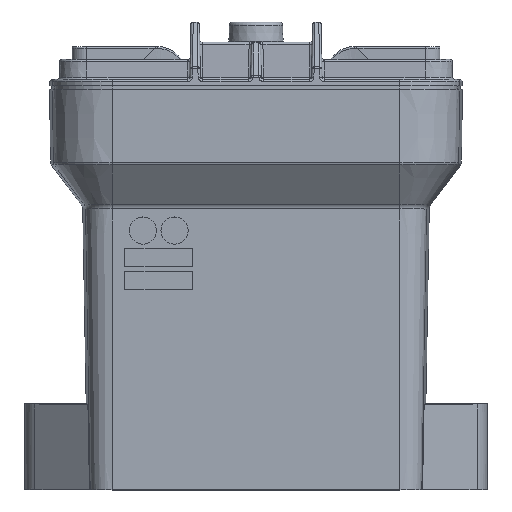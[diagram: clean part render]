
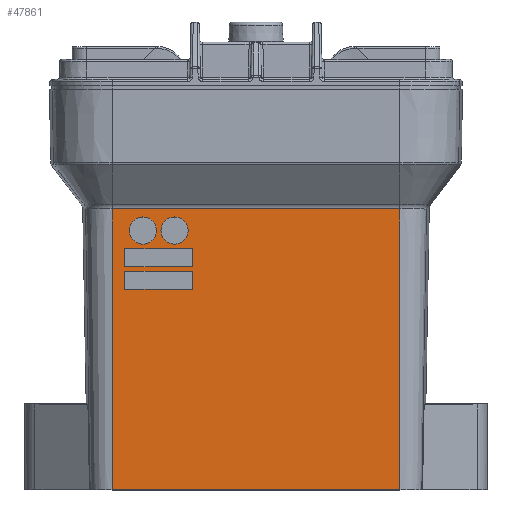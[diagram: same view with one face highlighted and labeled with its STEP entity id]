
A CAD part, top view. The second image highlights one B-rep face of the part: STEP entity #47861.
In plain terms, the highlighted planar face has unit normal (0, -0.018, 1).
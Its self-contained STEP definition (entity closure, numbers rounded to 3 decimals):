
#1802 = ORIENTED_EDGE ( 'NONE', *, *, #13831, .F. ) ;
#2093 = ORIENTED_EDGE ( 'NONE', *, *, #52741, .F. ) ;
#2560 = VECTOR ( 'NONE', #40001, 1000. ) ;
#2573 = FACE_BOUND ( 'NONE', #37632, .T. ) ;
#3929 = DIRECTION ( 'NONE',  ( 1., 0., 0. ) ) ;
#4156 = LINE ( 'NONE', #72414, #56662 ) ;
#4548 = DIRECTION ( 'NONE',  ( -1., 0., 0. ) ) ;
#5049 = ORIENTED_EDGE ( 'NONE', *, *, #34216, .F. ) ;
#5834 = EDGE_LOOP ( 'NONE', ( #1802 ) ) ;
#6288 = AXIS2_PLACEMENT_3D ( 'NONE', #35923, #59961, #54351 ) ;
#6871 = VERTEX_POINT ( 'NONE', #61372 ) ;
#7014 = LINE ( 'NONE', #68434, #32307 ) ;
#7819 = CARTESIAN_POINT ( 'NONE',  ( -14., 47.605, 23.069 ) ) ;
#8228 = VECTOR ( 'NONE', #44044, 1000. ) ;
#8928 = ORIENTED_EDGE ( 'NONE', *, *, #27719, .F. ) ;
#9010 = EDGE_CURVE ( 'NONE', #16443, #41140, #17078, .T. ) ;
#9107 = DIRECTION ( 'NONE',  ( 1., 0., 0. ) ) ;
#9756 = PLANE ( 'NONE',  #6288 ) ;
#9945 = VERTEX_POINT ( 'NONE', #44917 ) ;
#10463 = EDGE_LOOP ( 'NONE', ( #33767, #31313, #5049, #8928 ) ) ;
#12850 = VECTOR ( 'NONE', #62198, 1000. ) ;
#13207 = VERTEX_POINT ( 'NONE', #51366 ) ;
#13831 = EDGE_CURVE ( 'NONE', #78488, #78488, #41455, .T. ) ;
#14951 = EDGE_CURVE ( 'NONE', #73353, #36725, #46991, .T. ) ;
#15694 = CARTESIAN_POINT ( 'NONE',  ( -31.766, 0., 22.238 ) ) ;
#15970 = CARTESIAN_POINT ( 'NONE',  ( -29., 48.604, 23.086 ) ) ;
#16045 = CARTESIAN_POINT ( 'NONE',  ( -29., 52.604, 23.156 ) ) ;
#16180 = EDGE_CURVE ( 'NONE', #47552, #67481, #71951, .T. ) ;
#16315 = VECTOR ( 'NONE', #60464, 1000. ) ;
#16385 = CARTESIAN_POINT ( 'NONE',  ( -25., 53.604, 23.173 ) ) ;
#16443 = VERTEX_POINT ( 'NONE', #44655 ) ;
#16772 = CARTESIAN_POINT ( 'NONE',  ( -18., 53.604, 23.173 ) ) ;
#17078 = LINE ( 'NONE', #46383, #2560 ) ;
#17978 = LINE ( 'NONE', #54879, #16315 ) ;
#18160 = CARTESIAN_POINT ( 'NONE',  ( -25., 56.603, 23.226 ) ) ;
#18534 = CARTESIAN_POINT ( 'NONE',  ( -29., 47.605, 23.069 ) ) ;
#18600 = AXIS2_PLACEMENT_3D ( 'NONE', #45551, #31963, #63984 ) ;
#20862 = CARTESIAN_POINT ( 'NONE',  ( -14., 52.604, 23.156 ) ) ;
#21555 = EDGE_CURVE ( 'NONE', #34872, #34872, #60356, .T. ) ;
#22195 = VECTOR ( 'NONE', #9107, 1000. ) ;
#24078 = ORIENTED_EDGE ( 'NONE', *, *, #21555, .F. ) ;
#26142 = LINE ( 'NONE', #76923, #76131 ) ;
#27148 = FACE_BOUND ( 'NONE', #5834, .T. ) ;
#27527 = EDGE_CURVE ( 'NONE', #41140, #47552, #26142, .T. ) ;
#27719 = EDGE_CURVE ( 'NONE', #42192, #30346, #55697, .T. ) ;
#28391 = AXIS2_PLACEMENT_3D ( 'NONE', #18160, #63310, #73463 ) ;
#29195 = EDGE_LOOP ( 'NONE', ( #38892, #57050, #71441, #56122 ) ) ;
#29445 = CARTESIAN_POINT ( 'NONE',  ( -29., 52.604, 23.156 ) ) ;
#30346 = VERTEX_POINT ( 'NONE', #20862 ) ;
#31313 = ORIENTED_EDGE ( 'NONE', *, *, #68501, .F. ) ;
#31963 = DIRECTION ( 'NONE',  ( 0., -0.017, 1. ) ) ;
#32307 = VECTOR ( 'NONE', #44391, 1000. ) ;
#33767 = ORIENTED_EDGE ( 'NONE', *, *, #40329, .F. ) ;
#34216 = EDGE_CURVE ( 'NONE', #30346, #75361, #77362, .T. ) ;
#34605 = DIRECTION ( 'NONE',  ( 0., -1., -0.017 ) ) ;
#34872 = VERTEX_POINT ( 'NONE', #16385 ) ;
#35804 = DIRECTION ( 'NONE',  ( 0., -1., -0.017 ) ) ;
#35923 = CARTESIAN_POINT ( 'NONE',  ( -31.766, 0., 22.238 ) ) ;
#36725 = VERTEX_POINT ( 'NONE', #70301 ) ;
#37410 = EDGE_CURVE ( 'NONE', #13207, #36725, #7014, .T. ) ;
#37632 = EDGE_LOOP ( 'NONE', ( #77050, #37666, #2093, #53704 ) ) ;
#37639 = EDGE_CURVE ( 'NONE', #6871, #73353, #4156, .T. ) ;
#37666 = ORIENTED_EDGE ( 'NONE', *, *, #9010, .F. ) ;
#38892 = ORIENTED_EDGE ( 'NONE', *, *, #75628, .F. ) ;
#40001 = DIRECTION ( 'NONE',  ( 0., -1., -0.017 ) ) ;
#40329 = EDGE_CURVE ( 'NONE', #9945, #42192, #51729, .T. ) ;
#40545 = CARTESIAN_POINT ( 'NONE',  ( -31.766, 61.377, 23.309 ) ) ;
#41140 = VERTEX_POINT ( 'NONE', #74297 ) ;
#41455 = CIRCLE ( 'NONE', #18600, 3. ) ;
#41478 = CARTESIAN_POINT ( 'NONE',  ( -14., 47.605, 23.069 ) ) ;
#42192 = VERTEX_POINT ( 'NONE', #63637 ) ;
#44044 = DIRECTION ( 'NONE',  ( 0., 1., 0.017 ) ) ;
#44391 = DIRECTION ( 'NONE',  ( -1., 0., 0. ) ) ;
#44655 = CARTESIAN_POINT ( 'NONE',  ( -29., 47.605, 23.069 ) ) ;
#44917 = CARTESIAN_POINT ( 'NONE',  ( -29., 48.604, 23.086 ) ) ;
#45551 = CARTESIAN_POINT ( 'NONE',  ( -18., 56.603, 23.226 ) ) ;
#45963 = FACE_BOUND ( 'NONE', #10463, .T. ) ;
#46383 = CARTESIAN_POINT ( 'NONE',  ( -29., 47.605, 23.069 ) ) ;
#46950 = DIRECTION ( 'NONE',  ( -1., 0., 0. ) ) ;
#46991 = LINE ( 'NONE', #15694, #65502 ) ;
#47552 = VERTEX_POINT ( 'NONE', #52837 ) ;
#47808 = CARTESIAN_POINT ( 'NONE',  ( -29., 52.604, 23.156 ) ) ;
#47861 = ADVANCED_FACE ( 'NONE', ( #2573, #58379, #27148, #45963, #77151 ), #9756, .T. ) ;
#48304 = DIRECTION ( 'NONE',  ( 0., 1., 0.017 ) ) ;
#48513 = VECTOR ( 'NONE', #46950, 1000. ) ;
#49407 = LINE ( 'NONE', #47808, #63548 ) ;
#51366 = CARTESIAN_POINT ( 'NONE',  ( 31.766, -0.635, 22.227 ) ) ;
#51729 = LINE ( 'NONE', #15970, #22195 ) ;
#52741 = EDGE_CURVE ( 'NONE', #67481, #16443, #61413, .T. ) ;
#52837 = CARTESIAN_POINT ( 'NONE',  ( -14., 43.605, 22.999 ) ) ;
#53704 = ORIENTED_EDGE ( 'NONE', *, *, #16180, .F. ) ;
#54351 = DIRECTION ( 'NONE',  ( 0., -1., -0.017 ) ) ;
#54879 = CARTESIAN_POINT ( 'NONE',  ( 31.766, 0., 22.238 ) ) ;
#55697 = LINE ( 'NONE', #62483, #8228 ) ;
#56122 = ORIENTED_EDGE ( 'NONE', *, *, #37410, .F. ) ;
#56662 = VECTOR ( 'NONE', #4548, 1000. ) ;
#57050 = ORIENTED_EDGE ( 'NONE', *, *, #37639, .T. ) ;
#58379 = FACE_BOUND ( 'NONE', #64462, .T. ) ;
#59961 = DIRECTION ( 'NONE',  ( 0., -0.017, 1. ) ) ;
#60356 = CIRCLE ( 'NONE', #28391, 3. ) ;
#60464 = DIRECTION ( 'NONE',  ( 0., -1., -0.017 ) ) ;
#61372 = CARTESIAN_POINT ( 'NONE',  ( 31.766, 61.377, 23.309 ) ) ;
#61413 = LINE ( 'NONE', #18534, #12850 ) ;
#62198 = DIRECTION ( 'NONE',  ( -1., 0., 0. ) ) ;
#62483 = CARTESIAN_POINT ( 'NONE',  ( -14., 52.604, 23.156 ) ) ;
#63310 = DIRECTION ( 'NONE',  ( 0., -0.017, 1. ) ) ;
#63548 = VECTOR ( 'NONE', #35804, 1000. ) ;
#63637 = CARTESIAN_POINT ( 'NONE',  ( -14., 48.604, 23.086 ) ) ;
#63984 = DIRECTION ( 'NONE',  ( 0., -1., -0.017 ) ) ;
#64462 = EDGE_LOOP ( 'NONE', ( #24078 ) ) ;
#65502 = VECTOR ( 'NONE', #34605, 1000. ) ;
#66079 = VECTOR ( 'NONE', #48304, 1000. ) ;
#67481 = VERTEX_POINT ( 'NONE', #7819 ) ;
#68434 = CARTESIAN_POINT ( 'NONE',  ( 31.766, -0.635, 22.227 ) ) ;
#68501 = EDGE_CURVE ( 'NONE', #75361, #9945, #49407, .T. ) ;
#70301 = CARTESIAN_POINT ( 'NONE',  ( -31.766, -0.635, 22.227 ) ) ;
#71441 = ORIENTED_EDGE ( 'NONE', *, *, #14951, .T. ) ;
#71951 = LINE ( 'NONE', #41478, #66079 ) ;
#72414 = CARTESIAN_POINT ( 'NONE',  ( -31.766, 61.377, 23.309 ) ) ;
#73353 = VERTEX_POINT ( 'NONE', #40545 ) ;
#73463 = DIRECTION ( 'NONE',  ( 0., -1., -0.017 ) ) ;
#74297 = CARTESIAN_POINT ( 'NONE',  ( -29., 43.605, 22.999 ) ) ;
#75361 = VERTEX_POINT ( 'NONE', #29445 ) ;
#75628 = EDGE_CURVE ( 'NONE', #6871, #13207, #17978, .T. ) ;
#76131 = VECTOR ( 'NONE', #3929, 1000. ) ;
#76923 = CARTESIAN_POINT ( 'NONE',  ( -29., 43.605, 22.999 ) ) ;
#77050 = ORIENTED_EDGE ( 'NONE', *, *, #27527, .F. ) ;
#77151 = FACE_OUTER_BOUND ( 'NONE', #29195, .T. ) ;
#77362 = LINE ( 'NONE', #16045, #48513 ) ;
#78488 = VERTEX_POINT ( 'NONE', #16772 ) ;
